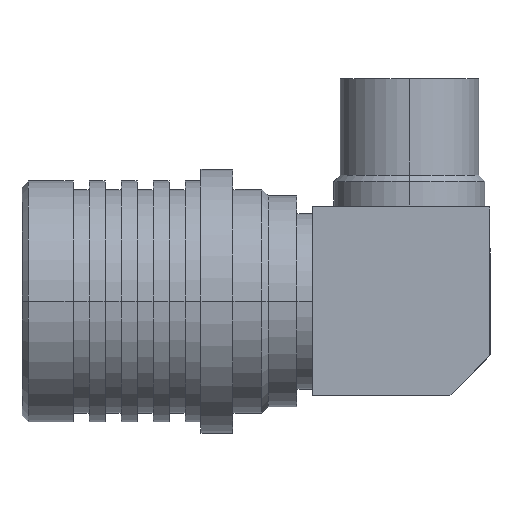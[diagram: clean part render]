
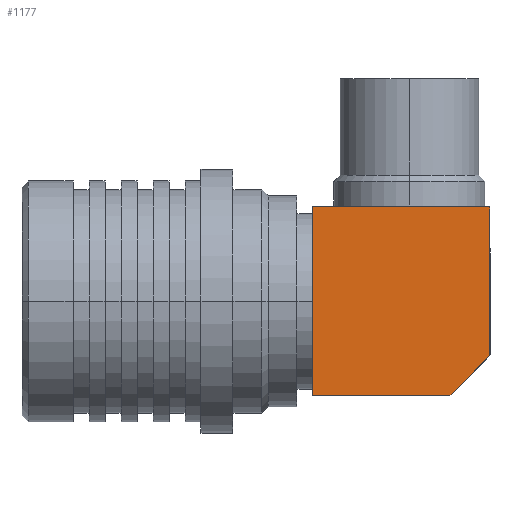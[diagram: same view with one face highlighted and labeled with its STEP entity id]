
A CAD part, top view. The second image highlights one B-rep face of the part: STEP entity #1177.
In plain terms, the highlighted planar face has unit normal (0, 0, 1).
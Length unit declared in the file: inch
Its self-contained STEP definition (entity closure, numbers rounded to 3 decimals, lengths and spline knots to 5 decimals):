
#105 = PLANE ( 'NONE',  #212 ) ;
#206 = EDGE_CURVE ( 'NONE', #2485, #2469, #3336, .T. ) ;
#212 = AXIS2_PLACEMENT_3D ( 'NONE', #1267, #1760, #1289 ) ;
#384 = CARTESIAN_POINT ( 'NONE',  ( 0.429, -0.1475, 0.1475 ) ) ;
#400 = ORIENTED_EDGE ( 'NONE', *, *, #2871, .T. ) ;
#422 = VERTEX_POINT ( 'NONE', #2903 ) ;
#557 = EDGE_CURVE ( 'NONE', #422, #962, #735, .T. ) ;
#579 = VECTOR ( 'NONE', #768, 39.37008 ) ;
#735 = LINE ( 'NONE', #384, #579 ) ;
#768 = DIRECTION ( 'NONE',  ( 0., -1., 0. ) ) ;
#848 = ORIENTED_EDGE ( 'NONE', *, *, #1239, .T. ) ;
#962 = VERTEX_POINT ( 'NONE', #3357 ) ;
#1068 = CARTESIAN_POINT ( 'NONE',  ( 0.152, -0.1475, 0.1475 ) ) ;
#1134 = VECTOR ( 'NONE', #3369, 39.37008 ) ;
#1177 = ADVANCED_FACE ( 'NONE', ( #3164 ), #105, .F. ) ;
#1239 = EDGE_CURVE ( 'NONE', #2863, #962, #3461, .T. ) ;
#1267 = CARTESIAN_POINT ( 'NONE',  ( 1.57819, -0.1475, 0.1475 ) ) ;
#1289 = DIRECTION ( 'NONE',  ( -1., 0., 0. ) ) ;
#1367 = EDGE_CURVE ( 'NONE', #2863, #2469, #2526, .T. ) ;
#1570 = CARTESIAN_POINT ( 'NONE',  ( 0.97235, 0.45835, 0.1475 ) ) ;
#1748 = CARTESIAN_POINT ( 'NONE',  ( 0.152, 0.1475, 0.1475 ) ) ;
#1760 = DIRECTION ( 'NONE',  ( 0., 0., -1. ) ) ;
#1797 = EDGE_LOOP ( 'NONE', ( #2481, #848, #2179, #400, #3663 ) ) ;
#1852 = VECTOR ( 'NONE', #2435, 39.37008 ) ;
#1952 = VECTOR ( 'NONE', #2121, 39.37008 ) ;
#2121 = DIRECTION ( 'NONE',  ( -1., 0., 0. ) ) ;
#2139 = LINE ( 'NONE', #3260, #1952 ) ;
#2179 = ORIENTED_EDGE ( 'NONE', *, *, #557, .F. ) ;
#2415 = CARTESIAN_POINT ( 'NONE',  ( 0.3665, -0.1475, 0.1475 ) ) ;
#2435 = DIRECTION ( 'NONE',  ( 0., -1., 0. ) ) ;
#2469 = VERTEX_POINT ( 'NONE', #3148 ) ;
#2481 = ORIENTED_EDGE ( 'NONE', *, *, #1367, .F. ) ;
#2485 = VERTEX_POINT ( 'NONE', #1748 ) ;
#2526 = LINE ( 'NONE', #3671, #1134 ) ;
#2717 = DIRECTION ( 'NONE',  ( 0.707, 0.707, 0. ) ) ;
#2863 = VERTEX_POINT ( 'NONE', #2415 ) ;
#2871 = EDGE_CURVE ( 'NONE', #422, #2485, #2139, .T. ) ;
#2903 = CARTESIAN_POINT ( 'NONE',  ( 0.429, 0.1475, 0.1475 ) ) ;
#3148 = CARTESIAN_POINT ( 'NONE',  ( 0.152, -0.1475, 0.1475 ) ) ;
#3164 = FACE_OUTER_BOUND ( 'NONE', #1797, .T. ) ;
#3260 = CARTESIAN_POINT ( 'NONE',  ( 1.57819, 0.1475, 0.1475 ) ) ;
#3336 = LINE ( 'NONE', #1068, #1852 ) ;
#3357 = CARTESIAN_POINT ( 'NONE',  ( 0.429, -0.085, 0.1475 ) ) ;
#3369 = DIRECTION ( 'NONE',  ( -1., 0., 0. ) ) ;
#3454 = VECTOR ( 'NONE', #2717, 39.37008 ) ;
#3461 = LINE ( 'NONE', #1570, #3454 ) ;
#3663 = ORIENTED_EDGE ( 'NONE', *, *, #206, .T. ) ;
#3671 = CARTESIAN_POINT ( 'NONE',  ( 1.57819, -0.1475, 0.1475 ) ) ;
